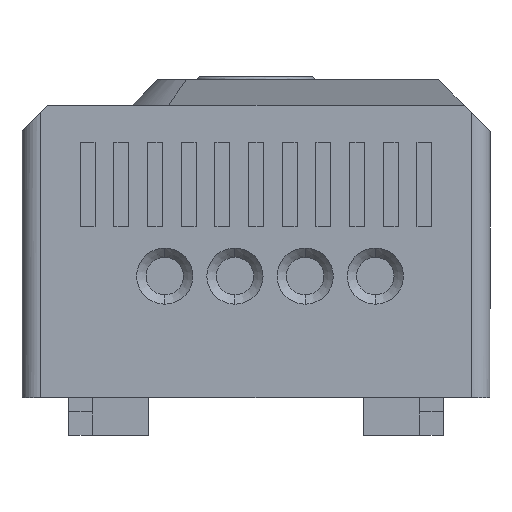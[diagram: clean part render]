
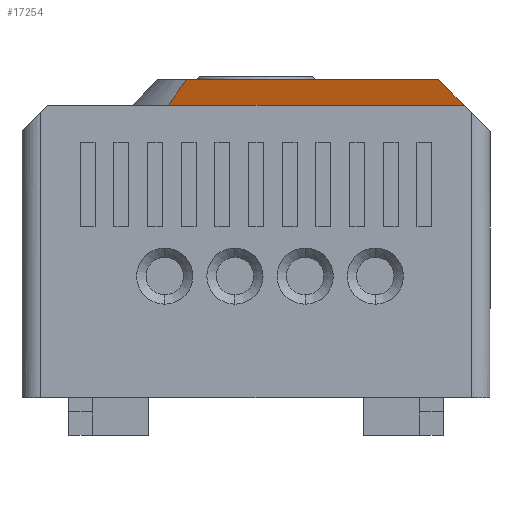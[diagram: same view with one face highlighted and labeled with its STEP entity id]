
A CAD part, front view. The second image highlights one B-rep face of the part: STEP entity #17254.
In plain terms, the highlighted planar face has unit normal (-0.5, -0.5, 0.707).
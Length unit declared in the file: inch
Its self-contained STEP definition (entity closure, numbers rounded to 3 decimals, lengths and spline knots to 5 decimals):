
#293 = CARTESIAN_POINT ( 'NONE',  ( 0.92172, 0.58465, 1.23031 ) ) ;
#444 = VECTOR ( 'NONE', #17816, 39.37008 ) ;
#528 = ORIENTED_EDGE ( 'NONE', *, *, #6421, .T. ) ;
#617 = DIRECTION ( 'NONE',  ( -0.5, -0.5, -0.707 ) ) ;
#639 = CARTESIAN_POINT ( 'NONE',  ( 1.42566, 0.08071, 1.23031 ) ) ;
#646 = ORIENTED_EDGE ( 'NONE', *, *, #6997, .T. ) ;
#782 = CARTESIAN_POINT ( 'NONE',  ( 1.36266, 0.1437, 1.23031 ) ) ;
#897 = ORIENTED_EDGE ( 'NONE', *, *, #4389, .T. ) ;
#1243 = CARTESIAN_POINT ( 'NONE',  ( 0.79574, 0.71063, 1.23031 ) ) ;
#1554 = CARTESIAN_POINT ( 'NONE',  ( 1.0477, 0.45866, 1.23031 ) ) ;
#2107 = EDGE_CURVE ( 'NONE', #5333, #4711, #13052, .T. ) ;
#2323 = DIRECTION ( 'NONE',  ( 0.707, -0.707, 0. ) ) ;
#2410 = CARTESIAN_POINT ( 'NONE',  ( 0.69194, 0.96753, 1.33858 ) ) ;
#2542 = ORIENTED_EDGE ( 'NONE', *, *, #19866, .T. ) ;
#2670 = EDGE_CURVE ( 'NONE', #20998, #12821, #12749, .T. ) ;
#2737 = CARTESIAN_POINT ( 'NONE',  ( 0.61539, 0.89098, 1.23031 ) ) ;
#2962 = EDGE_CURVE ( 'NONE', #21422, #20308, #17153, .T. ) ;
#3177 = VERTEX_POINT ( 'NONE', #7276 ) ;
#3374 = VECTOR ( 'NONE', #4599, 39.37008 ) ;
#3466 = VECTOR ( 'NONE', #17052, 39.37008 ) ;
#3688 = VECTOR ( 'NONE', #17588, 39.37008 ) ;
#3741 = EDGE_CURVE ( 'NONE', #20864, #3177, #15843, .T. ) ;
#4339 = VERTEX_POINT ( 'NONE', #19539 ) ;
#4389 = EDGE_CURVE ( 'NONE', #4711, #12879, #16076, .T. ) ;
#4599 = DIRECTION ( 'NONE',  ( 0.707, -0.707, 0. ) ) ;
#4711 = VERTEX_POINT ( 'NONE', #7544 ) ;
#4714 = VERTEX_POINT ( 'NONE', #782 ) ;
#5244 = VECTOR ( 'NONE', #17970, 39.37008 ) ;
#5333 = VERTEX_POINT ( 'NONE', #8983 ) ;
#5381 = LINE ( 'NONE', #18974, #13336 ) ;
#5525 = CARTESIAN_POINT ( 'NONE',  ( 1.0477, 0.45866, 1.23031 ) ) ;
#5659 = LINE ( 'NONE', #14563, #444 ) ;
#5686 = CARTESIAN_POINT ( 'NONE',  ( 1.17369, 0.33268, 1.23031 ) ) ;
#5723 = DIRECTION ( 'NONE',  ( 0.707, -0.707, 0. ) ) ;
#5940 = VECTOR ( 'NONE', #10455, 39.37008 ) ;
#6407 = DIRECTION ( 'NONE',  ( 0.707, -0.707, 0. ) ) ;
#6421 = EDGE_CURVE ( 'NONE', #15442, #21422, #15211, .T. ) ;
#6552 = ORIENTED_EDGE ( 'NONE', *, *, #2670, .T. ) ;
#6579 = EDGE_CURVE ( 'NONE', #16354, #5333, #17035, .T. ) ;
#6987 = ORIENTED_EDGE ( 'NONE', *, *, #20147, .T. ) ;
#6997 = EDGE_CURVE ( 'NONE', #20308, #4714, #16513, .T. ) ;
#7276 = CARTESIAN_POINT ( 'NONE',  ( 0.73274, 0.77362, 1.23031 ) ) ;
#7544 = CARTESIAN_POINT ( 'NONE',  ( 0.98471, 0.52165, 1.23031 ) ) ;
#7787 = CARTESIAN_POINT ( 'NONE',  ( 0.98471, 0.52165, 1.23031 ) ) ;
#7857 = CARTESIAN_POINT ( 'NONE',  ( 1.1107, 0.39567, 1.23031 ) ) ;
#8366 = CARTESIAN_POINT ( 'NONE',  ( 0.79574, 0.71063, 1.23031 ) ) ;
#8381 = VECTOR ( 'NONE', #13330, 39.37008 ) ;
#8514 = DIRECTION ( 'NONE',  ( 0., -0.816, -0.577 ) ) ;
#8632 = DIRECTION ( 'NONE',  ( 0.707, -0.707, 0. ) ) ;
#8684 = CARTESIAN_POINT ( 'NONE',  ( 1.17369, 0.33268, 1.23031 ) ) ;
#8727 = PLANE ( 'NONE',  #18741 ) ;
#8729 = CARTESIAN_POINT ( 'NONE',  ( 1.29967, 0.20669, 1.23031 ) ) ;
#8765 = EDGE_CURVE ( 'NONE', #18257, #15442, #5381, .T. ) ;
#8983 = CARTESIAN_POINT ( 'NONE',  ( 0.92172, 0.58465, 1.23031 ) ) ;
#9033 = ORIENTED_EDGE ( 'NONE', *, *, #6579, .T. ) ;
#9178 = ORIENTED_EDGE ( 'NONE', *, *, #14371, .T. ) ;
#9180 = ORIENTED_EDGE ( 'NONE', *, *, #19299, .F. ) ;
#9283 = DIRECTION ( 'NONE',  ( 0.707, -0.707, 0. ) ) ;
#9382 = VERTEX_POINT ( 'NONE', #1243 ) ;
#9508 = ORIENTED_EDGE ( 'NONE', *, *, #15583, .T. ) ;
#10023 = CARTESIAN_POINT ( 'NONE',  ( 0.69194, 0.96753, 1.33858 ) ) ;
#10194 = ORIENTED_EDGE ( 'NONE', *, *, #3741, .T. ) ;
#10332 = DIRECTION ( 'NONE',  ( 0.707, -0.707, 0. ) ) ;
#10401 = VECTOR ( 'NONE', #2323, 39.37008 ) ;
#10455 = DIRECTION ( 'NONE',  ( 0.707, -0.707, 0. ) ) ;
#10930 = CARTESIAN_POINT ( 'NONE',  ( 1.86024, -0.35387, 1.23031 ) ) ;
#11163 = LINE ( 'NONE', #2737, #12976 ) ;
#11830 = DIRECTION ( 'NONE',  ( 0.707, -0.707, 0. ) ) ;
#11910 = VECTOR ( 'NONE', #5723, 39.37008 ) ;
#11986 = CARTESIAN_POINT ( 'NONE',  ( 1.36266, 0.1437, 1.23031 ) ) ;
#12070 = EDGE_CURVE ( 'NONE', #12428, #4339, #5659, .T. ) ;
#12428 = VERTEX_POINT ( 'NONE', #639 ) ;
#12470 = LINE ( 'NONE', #1554, #14291 ) ;
#12749 = LINE ( 'NONE', #18781, #13542 ) ;
#12821 = VERTEX_POINT ( 'NONE', #18738 ) ;
#12879 = VERTEX_POINT ( 'NONE', #5525 ) ;
#12976 = VECTOR ( 'NONE', #16003, 39.37008 ) ;
#13014 = VECTOR ( 'NONE', #14328, 39.37008 ) ;
#13049 = VECTOR ( 'NONE', #8632, 39.37008 ) ;
#13052 = LINE ( 'NONE', #293, #21303 ) ;
#13150 = EDGE_LOOP ( 'NONE', ( #9178, #17916, #20907, #9180, #6552, #13176, #10194, #2542, #6987, #9033, #21358, #897, #9508, #18710, #528, #20716, #646 ) ) ;
#13176 = ORIENTED_EDGE ( 'NONE', *, *, #19072, .T. ) ;
#13330 = DIRECTION ( 'NONE',  ( 0.707, -0.707, 0. ) ) ;
#13336 = VECTOR ( 'NONE', #9283, 39.37008 ) ;
#13542 = VECTOR ( 'NONE', #617, 39.37008 ) ;
#13591 = VERTEX_POINT ( 'NONE', #17260 ) ;
#13630 = CARTESIAN_POINT ( 'NONE',  ( 0.85873, 0.64764, 1.23031 ) ) ;
#13987 = LINE ( 'NONE', #8366, #5244 ) ;
#14291 = VECTOR ( 'NONE', #6407, 39.37008 ) ;
#14328 = DIRECTION ( 'NONE',  ( -0.357, 0.863, 0.357 ) ) ;
#14371 = EDGE_CURVE ( 'NONE', #4714, #12428, #18480, .T. ) ;
#14431 = VECTOR ( 'NONE', #10332, 39.37008 ) ;
#14563 = CARTESIAN_POINT ( 'NONE',  ( 1.42566, 0.08071, 1.23031 ) ) ;
#14634 = CARTESIAN_POINT ( 'NONE',  ( 0.66975, 0.83661, 1.23031 ) ) ;
#15060 = CARTESIAN_POINT ( 'NONE',  ( 1.23668, 0.26969, 1.23031 ) ) ;
#15152 = DIRECTION ( 'NONE',  ( -0.5, -0.5, 0.707 ) ) ;
#15211 = LINE ( 'NONE', #8684, #14431 ) ;
#15273 = CARTESIAN_POINT ( 'NONE',  ( 1.29967, 0.20669, 1.23031 ) ) ;
#15397 = CARTESIAN_POINT ( 'NONE',  ( 0.66975, 0.83661, 1.23031 ) ) ;
#15442 = VERTEX_POINT ( 'NONE', #5686 ) ;
#15583 = EDGE_CURVE ( 'NONE', #12879, #18257, #12470, .T. ) ;
#15703 = CARTESIAN_POINT ( 'NONE',  ( 1.23668, 0.26969, 1.23031 ) ) ;
#15843 = LINE ( 'NONE', #15397, #3466 ) ;
#16003 = DIRECTION ( 'NONE',  ( 0.707, -0.707, 0. ) ) ;
#16076 = LINE ( 'NONE', #7787, #3688 ) ;
#16354 = VERTEX_POINT ( 'NONE', #13630 ) ;
#16513 = LINE ( 'NONE', #8729, #5940 ) ;
#17035 = LINE ( 'NONE', #17564, #3374 ) ;
#17052 = DIRECTION ( 'NONE',  ( 0.707, -0.707, 0. ) ) ;
#17153 = LINE ( 'NONE', #15060, #8381 ) ;
#17254 = ADVANCED_FACE ( 'NONE', ( #21227 ), #8727, .T. ) ;
#17260 = CARTESIAN_POINT ( 'NONE',  ( 1.75197, -0.09249, 1.33858 ) ) ;
#17305 = CARTESIAN_POINT ( 'NONE',  ( 0.69194, 0.96753, 1.33858 ) ) ;
#17323 = CARTESIAN_POINT ( 'NONE',  ( 0.73274, 0.77362, 1.23031 ) ) ;
#17564 = CARTESIAN_POINT ( 'NONE',  ( 0.85873, 0.64764, 1.23031 ) ) ;
#17588 = DIRECTION ( 'NONE',  ( 0.707, -0.707, 0. ) ) ;
#17816 = DIRECTION ( 'NONE',  ( 0.707, -0.707, 0. ) ) ;
#17916 = ORIENTED_EDGE ( 'NONE', *, *, #12070, .T. ) ;
#17970 = DIRECTION ( 'NONE',  ( 0.707, -0.707, 0. ) ) ;
#18140 = EDGE_CURVE ( 'NONE', #4339, #13591, #18703, .T. ) ;
#18257 = VERTEX_POINT ( 'NONE', #7857 ) ;
#18480 = LINE ( 'NONE', #11986, #13049 ) ;
#18703 = LINE ( 'NONE', #10930, #13014 ) ;
#18710 = ORIENTED_EDGE ( 'NONE', *, *, #8765, .T. ) ;
#18738 = CARTESIAN_POINT ( 'NONE',  ( 0.61539, 0.89098, 1.23031 ) ) ;
#18741 = AXIS2_PLACEMENT_3D ( 'NONE', #10023, #15152, #8514 ) ;
#18781 = CARTESIAN_POINT ( 'NONE',  ( 0.69194, 0.96753, 1.33858 ) ) ;
#18952 = LINE ( 'NONE', #2410, #10401 ) ;
#18974 = CARTESIAN_POINT ( 'NONE',  ( 1.1107, 0.39567, 1.23031 ) ) ;
#19072 = EDGE_CURVE ( 'NONE', #12821, #20864, #11163, .T. ) ;
#19299 = EDGE_CURVE ( 'NONE', #20998, #13591, #18952, .T. ) ;
#19459 = LINE ( 'NONE', #17323, #11910 ) ;
#19539 = CARTESIAN_POINT ( 'NONE',  ( 1.86024, -0.35387, 1.23031 ) ) ;
#19866 = EDGE_CURVE ( 'NONE', #3177, #9382, #19459, .T. ) ;
#20147 = EDGE_CURVE ( 'NONE', #9382, #16354, #13987, .T. ) ;
#20308 = VERTEX_POINT ( 'NONE', #15273 ) ;
#20716 = ORIENTED_EDGE ( 'NONE', *, *, #2962, .T. ) ;
#20864 = VERTEX_POINT ( 'NONE', #14634 ) ;
#20907 = ORIENTED_EDGE ( 'NONE', *, *, #18140, .T. ) ;
#20998 = VERTEX_POINT ( 'NONE', #17305 ) ;
#21227 = FACE_OUTER_BOUND ( 'NONE', #13150, .T. ) ;
#21303 = VECTOR ( 'NONE', #11830, 39.37008 ) ;
#21358 = ORIENTED_EDGE ( 'NONE', *, *, #2107, .T. ) ;
#21422 = VERTEX_POINT ( 'NONE', #15703 ) ;
